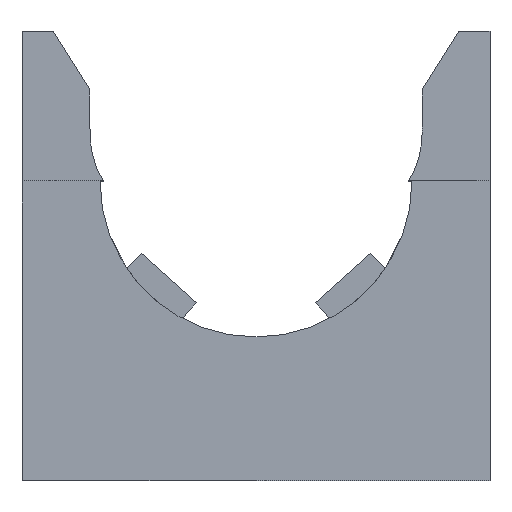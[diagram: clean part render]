
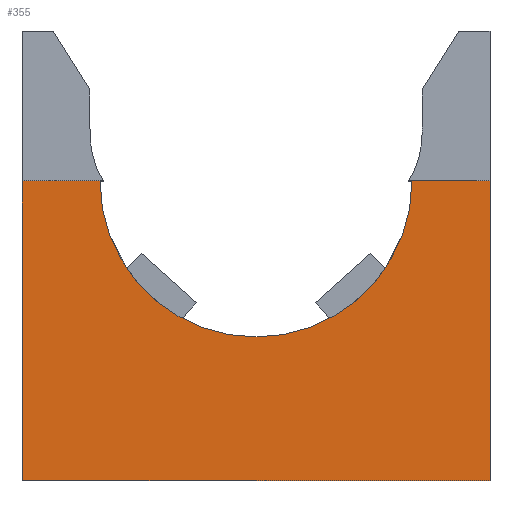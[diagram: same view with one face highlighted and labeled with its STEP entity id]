
A CAD part, top view. The second image highlights one B-rep face of the part: STEP entity #355.
In plain terms, the highlighted planar face has unit normal (0, 0, 1).
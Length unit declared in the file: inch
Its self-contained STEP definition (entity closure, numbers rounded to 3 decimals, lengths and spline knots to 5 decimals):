
#30 = VERTEX_POINT ( 'NONE', #560 ) ;
#33 = VERTEX_POINT ( 'NONE', #555 ) ;
#35 = EDGE_CURVE ( 'NONE', #418, #33, #554, .T. ) ;
#48 = VERTEX_POINT ( 'NONE', #530 ) ;
#53 = VERTEX_POINT ( 'NONE', #771 ) ;
#82 = EDGE_CURVE ( 'NONE', #53, #30, #770, .T. ) ;
#121 = VERTEX_POINT ( 'NONE', #783 ) ;
#126 = EDGE_CURVE ( 'NONE', #48, #121, #823, .T. ) ;
#258 = EDGE_LOOP ( 'NONE', ( #372, #374, #375, #322, #323, #325 ) ) ;
#298 = EDGE_CURVE ( 'NONE', #30, #418, #959, .T. ) ;
#322 = ORIENTED_EDGE ( 'NONE', *, *, #35, .T. ) ;
#323 = ORIENTED_EDGE ( 'NONE', *, *, #324, .F. ) ;
#324 = EDGE_CURVE ( 'NONE', #121, #33, #1220, .T. ) ;
#325 = ORIENTED_EDGE ( 'NONE', *, *, #126, .F. ) ;
#355 = ADVANCED_FACE ( 'NONE', ( #1332 ), #1330, .T. ) ;
#372 = ORIENTED_EDGE ( 'NONE', *, *, #373, .F. ) ;
#373 = EDGE_CURVE ( 'NONE', #53, #48, #1288, .T. ) ;
#374 = ORIENTED_EDGE ( 'NONE', *, *, #82, .T. ) ;
#375 = ORIENTED_EDGE ( 'NONE', *, *, #298, .T. ) ;
#418 = VERTEX_POINT ( 'NONE', #1277 ) ;
#530 = CARTESIAN_POINT ( 'NONE',  ( -0.67, 0.32167, 0.63 ) ) ;
#551 = DIRECTION ( 'NONE',  ( 0., 1., 0. ) ) ;
#552 = VECTOR ( 'NONE', #551, 39.37008 ) ;
#553 = CARTESIAN_POINT ( 'NONE',  ( 1.005, 0.965, 0.63 ) ) ;
#554 = LINE ( 'NONE', #553, #552 ) ;
#555 = CARTESIAN_POINT ( 'NONE',  ( 1.005, 0.32167, 0.63 ) ) ;
#560 = CARTESIAN_POINT ( 'NONE',  ( -1.005, -0.965, 0.63 ) ) ;
#767 = DIRECTION ( 'NONE',  ( 0., -1., 0. ) ) ;
#768 = VECTOR ( 'NONE', #767, 39.37008 ) ;
#769 = CARTESIAN_POINT ( 'NONE',  ( -1.005, 0.965, 0.63 ) ) ;
#770 = LINE ( 'NONE', #769, #768 ) ;
#771 = CARTESIAN_POINT ( 'NONE',  ( -1.005, 0.32167, 0.63 ) ) ;
#783 = CARTESIAN_POINT ( 'NONE',  ( 0.67, 0.32167, 0.63 ) ) ;
#819 = DIRECTION ( 'NONE',  ( 1., 0., 0. ) ) ;
#820 = DIRECTION ( 'NONE',  ( 0., 0., 1. ) ) ;
#821 = CARTESIAN_POINT ( 'NONE',  ( 0., 0.32167, 0.63 ) ) ;
#822 = AXIS2_PLACEMENT_3D ( 'NONE', #821, #820, #819 ) ;
#823 = CIRCLE ( 'NONE', #822, 0.67 ) ;
#956 = DIRECTION ( 'NONE',  ( 1., 0., 0. ) ) ;
#957 = VECTOR ( 'NONE', #956, 39.37008 ) ;
#958 = CARTESIAN_POINT ( 'NONE',  ( -1.005, -0.965, 0.63 ) ) ;
#959 = LINE ( 'NONE', #958, #957 ) ;
#1217 = DIRECTION ( 'NONE',  ( 1., 0., 0. ) ) ;
#1218 = VECTOR ( 'NONE', #1217, 39.37008 ) ;
#1219 = CARTESIAN_POINT ( 'NONE',  ( -1.005, 0.32167, 0.63 ) ) ;
#1220 = LINE ( 'NONE', #1219, #1218 ) ;
#1277 = CARTESIAN_POINT ( 'NONE',  ( 1.005, -0.965, 0.63 ) ) ;
#1285 = DIRECTION ( 'NONE',  ( 1., 0., 0. ) ) ;
#1286 = VECTOR ( 'NONE', #1285, 39.37008 ) ;
#1287 = CARTESIAN_POINT ( 'NONE',  ( -1.005, 0.32167, 0.63 ) ) ;
#1288 = LINE ( 'NONE', #1287, #1286 ) ;
#1326 = DIRECTION ( 'NONE',  ( 1., 0., 0. ) ) ;
#1327 = DIRECTION ( 'NONE',  ( 0., 0., 1. ) ) ;
#1328 = CARTESIAN_POINT ( 'NONE',  ( -1.005, -0.965, 0.63 ) ) ;
#1329 = AXIS2_PLACEMENT_3D ( 'NONE', #1328, #1327, #1326 ) ;
#1330 = PLANE ( 'NONE',  #1329 ) ;
#1332 = FACE_OUTER_BOUND ( 'NONE', #258, .T. ) ;
